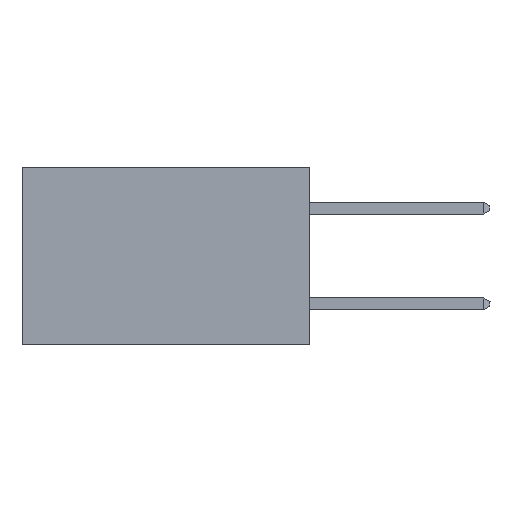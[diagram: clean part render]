
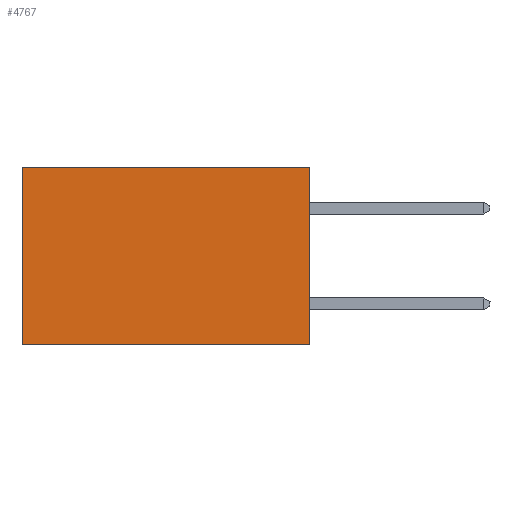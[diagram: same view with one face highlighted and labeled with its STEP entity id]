
A CAD part, left-side view. The second image highlights one B-rep face of the part: STEP entity #4767.
In plain terms, the highlighted planar face has unit normal (-1, 0, 0).
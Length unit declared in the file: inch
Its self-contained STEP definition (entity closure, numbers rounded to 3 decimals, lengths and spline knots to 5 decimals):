
#326 = CARTESIAN_POINT ( 'NONE',  ( 0.2875, 0., -0.37 ) ) ;
#366 = DIRECTION ( 'NONE',  ( 0., 0., -1. ) ) ;
#1633 = LINE ( 'NONE', #35093, #34030 ) ;
#2225 = CARTESIAN_POINT ( 'NONE',  ( 0.2875, 0., 0. ) ) ;
#4767 = ADVANCED_FACE ( 'NONE', ( #21503 ), #23156, .F. ) ;
#5233 = DIRECTION ( 'NONE',  ( 1., 0., 0. ) ) ;
#7172 = VERTEX_POINT ( 'NONE', #31092 ) ;
#7290 = DIRECTION ( 'NONE',  ( 0., 0., -1. ) ) ;
#8840 = VERTEX_POINT ( 'NONE', #9368 ) ;
#8867 = EDGE_CURVE ( 'NONE', #31042, #31940, #1633, .T. ) ;
#9368 = CARTESIAN_POINT ( 'NONE',  ( 0.2875, 0., 0. ) ) ;
#10503 = ORIENTED_EDGE ( 'NONE', *, *, #22060, .F. ) ;
#11464 = CARTESIAN_POINT ( 'NONE',  ( 0.2875, 0., 0. ) ) ;
#16025 = EDGE_CURVE ( 'NONE', #7172, #31940, #27792, .T. ) ;
#16388 = EDGE_LOOP ( 'NONE', ( #27229, #23099, #10503, #18568 ) ) ;
#17844 = LINE ( 'NONE', #2225, #23101 ) ;
#18568 = ORIENTED_EDGE ( 'NONE', *, *, #21356, .T. ) ;
#18738 = LINE ( 'NONE', #11464, #22192 ) ;
#21356 = EDGE_CURVE ( 'NONE', #8840, #31042, #17844, .T. ) ;
#21503 = FACE_OUTER_BOUND ( 'NONE', #16388, .T. ) ;
#22060 = EDGE_CURVE ( 'NONE', #8840, #7172, #18738, .T. ) ;
#22157 = CARTESIAN_POINT ( 'NONE',  ( 0.2875, 0.6, 0. ) ) ;
#22192 = VECTOR ( 'NONE', #366, 39.37008 ) ;
#22571 = DIRECTION ( 'NONE',  ( 0., 1., 0. ) ) ;
#22883 = AXIS2_PLACEMENT_3D ( 'NONE', #31895, #5233, #27818 ) ;
#23099 = ORIENTED_EDGE ( 'NONE', *, *, #16025, .F. ) ;
#23101 = VECTOR ( 'NONE', #30172, 39.37008 ) ;
#23156 = PLANE ( 'NONE',  #22883 ) ;
#27229 = ORIENTED_EDGE ( 'NONE', *, *, #8867, .T. ) ;
#27792 = LINE ( 'NONE', #326, #33465 ) ;
#27818 = DIRECTION ( 'NONE',  ( 0., 0., -1. ) ) ;
#27922 = CARTESIAN_POINT ( 'NONE',  ( 0.2875, 0.6, -0.37 ) ) ;
#30172 = DIRECTION ( 'NONE',  ( 0., 1., 0. ) ) ;
#31042 = VERTEX_POINT ( 'NONE', #22157 ) ;
#31092 = CARTESIAN_POINT ( 'NONE',  ( 0.2875, 0., -0.37 ) ) ;
#31895 = CARTESIAN_POINT ( 'NONE',  ( 0.2875, 0., 0. ) ) ;
#31940 = VERTEX_POINT ( 'NONE', #27922 ) ;
#33465 = VECTOR ( 'NONE', #22571, 39.37008 ) ;
#34030 = VECTOR ( 'NONE', #7290, 39.37008 ) ;
#35093 = CARTESIAN_POINT ( 'NONE',  ( 0.2875, 0.6, 0. ) ) ;
